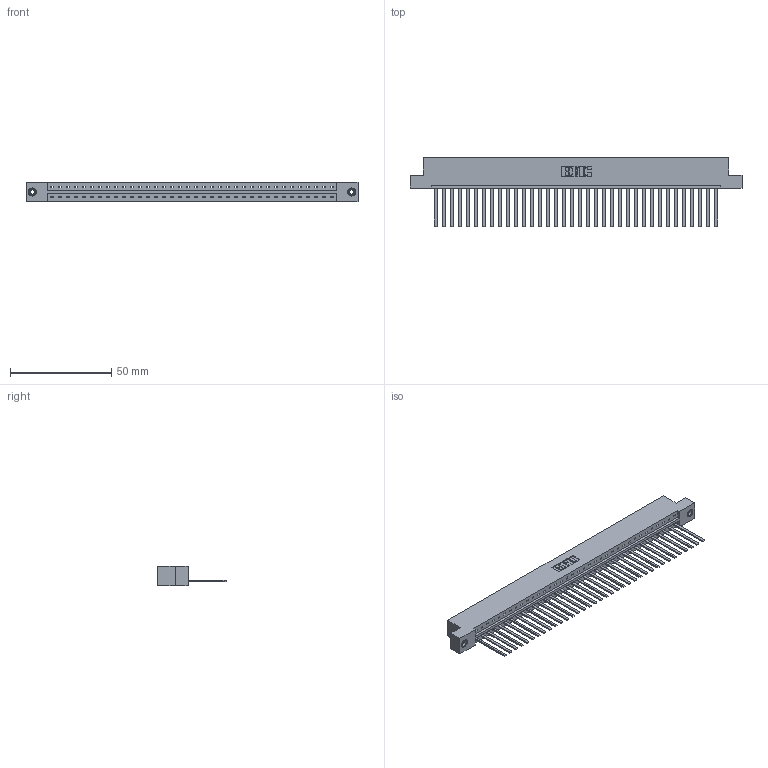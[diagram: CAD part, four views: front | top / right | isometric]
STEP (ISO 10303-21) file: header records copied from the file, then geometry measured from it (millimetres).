
FILE_DESCRIPTION (( 'STEP AP203' ), '1' );
FILE_NAME ('333-036-544-108.STEP', '2018-08-03T01:22:35', ( '' ), ( '' ), 'SwSTEP 2.0', 'SolidWorks 2016', '' );
FILE_SCHEMA (( 'CONFIG_CONTROL_DESIGN' ));
Length unit declared in the file: inch
Products named in the file (4): 333 Part_Flush - .156 Dia - TI; 345-292-001_345-293-144; 345-250-001_345-250-003-102; 333-036-544-108
Assembly tree (39 placements, depth 2):
  333-036-544-108
    333 Part_Flush - .156 Dia - TI
    345-292-001_345-293-144  x36
    345-250-001_345-250-003-102  x2
Bounding box: 164.19 x 34.3 x 9.4 mm (x, y, z)
Volume: 16880.5 mm3; surface area: 19606.7 mm2
Topology: 39 solids, 39 shells, 2046 faces, 6135 edges, 4034 vertices
Faces by surface type: plane 1470, cylinder 560, cone 12, torus 4
Entity records: 23786 total; most frequent: CARTESIAN_POINT 4085, ORIENTED_EDGE 4050, DIRECTION 3487, EDGE_CURVE 2025, VECTOR 1881, LINE 1881, VERTEX_POINT 1344, AXIS2_PLACEMENT_3D 803
